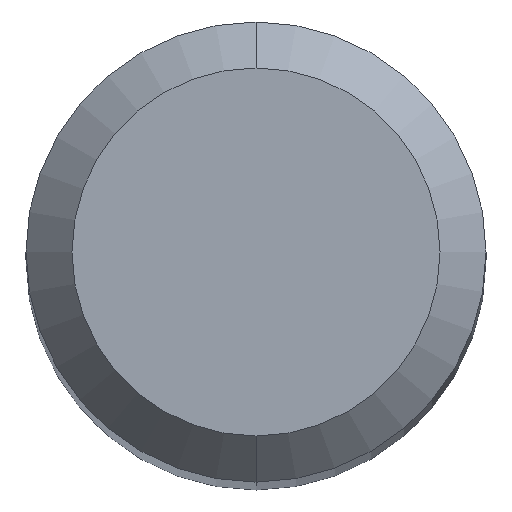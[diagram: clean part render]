
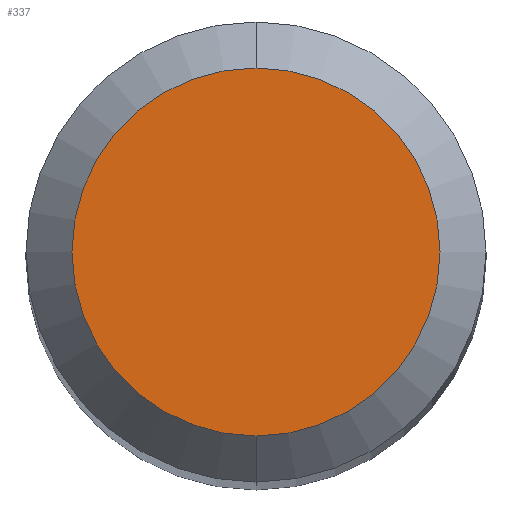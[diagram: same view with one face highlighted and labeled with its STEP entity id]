
A CAD part, top view. The second image highlights one B-rep face of the part: STEP entity #337.
In plain terms, the highlighted planar face has unit normal (0, 0, 1).
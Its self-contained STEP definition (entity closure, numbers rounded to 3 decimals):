
#229=VERTEX_POINT('',#539);
#287=EDGE_CURVE('',#387,#229,#603,.T.);
#297=EDGE_CURVE('',#229,#387,#615,.T.);
#337=ADVANCED_FACE('',(#659),#660,.T.);
#387=VERTEX_POINT('',#713);
#539=CARTESIAN_POINT('',(0.0,1.2,0.));
#603=CIRCLE('',#1050,1.2);
#615=CIRCLE('',#1065,1.2);
#659=FACE_OUTER_BOUND('',#1164,.T.);
#660=PLANE('',#1165);
#713=CARTESIAN_POINT('',(0.,-1.2,0.));
#1050=AXIS2_PLACEMENT_3D('',#1558,#1559,#1560);
#1065=AXIS2_PLACEMENT_3D('',#1578,#1579,#1580);
#1164=EDGE_LOOP('',(#1638,#1639));
#1165=AXIS2_PLACEMENT_3D('',#1640,#1641,#1642);
#1558=CARTESIAN_POINT('',(0.0,0.0,0.));
#1559=DIRECTION('',(0.0,0.0,-1.0));
#1560=DIRECTION('',(0.0,1.0,0.0));
#1578=CARTESIAN_POINT('',(0.0,0.0,0.));
#1579=DIRECTION('',(0.0,0.0,-1.0));
#1580=DIRECTION('',(0.0,1.0,0.0));
#1638=ORIENTED_EDGE('',*,*,#297,.F.);
#1639=ORIENTED_EDGE('',*,*,#287,.F.);
#1640=CARTESIAN_POINT('',(0.0,0.6,0.));
#1641=DIRECTION('',(-0.0,0.0,1.0));
#1642=DIRECTION('',(0.0,-1.0,0.0));
